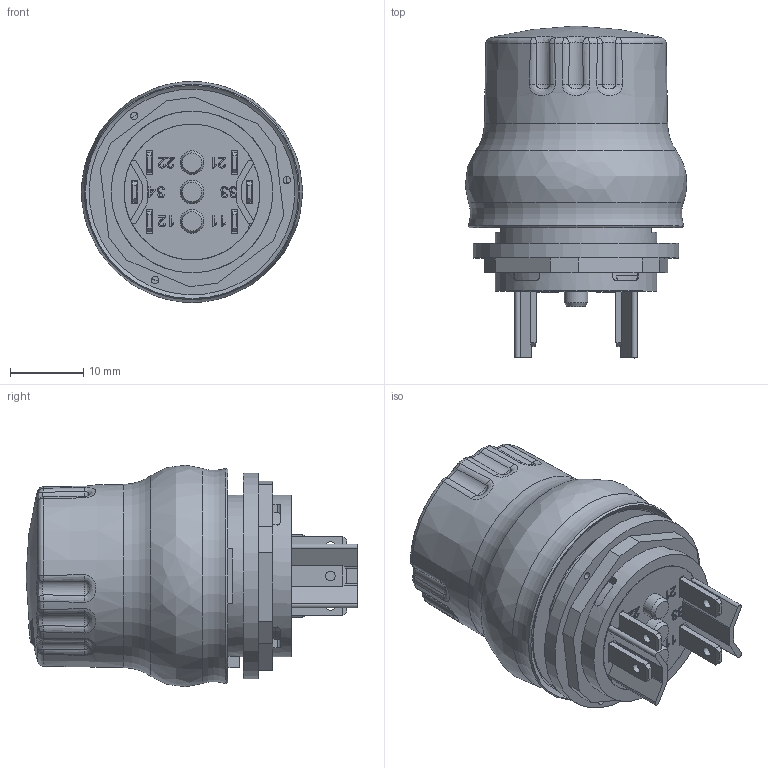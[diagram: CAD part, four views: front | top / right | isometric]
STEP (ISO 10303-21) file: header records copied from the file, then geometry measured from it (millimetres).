
FILE_DESCRIPTION(/* description */ (''),/* implementation_level */ '2;1');
FILE_NAME(/* name */ 'FRVKPOOI.stp',/* time_stamp */ '2017-08-21T15:31:34+02:00',/* author */ ('ahoffmann'),/* organization */ (''),/* preprocessor_version */ 'ST-DEVELOPER v16.1',/* originating_system */ 'Autodesk Inventor 2016',/* authorisation */ '');
FILE_SCHEMA (('AUTOMOTIVE_DESIGN { 1 0 10303 214 3 1 1 }'));
Length unit declared in the file: centimetre
Products named in the file (1): FRVKPOOI_vereinfacht
Bounding box: 30.14 x 45.17 x 30.14 mm (x, y, z)
Volume: 18799.6 mm3; surface area: 5589.5 mm2
Topology: 1 solids, 1 shells, 1011 faces, 2830 edges, 1852 vertices
Faces by surface type: plane 804, bspline 90, cylinder 83, cone 17, torus 15, sphere 2
Full cylindrical faces by diameter (mm): 1 x3, 1.3 x6, 3.2 x3, 18.5 x1, 22 x2, 26 x1, 28 x1
Entity records: 34040 total; most frequent: CARTESIAN_POINT 8705, ORIENTED_EDGE 5590, DIRECTION 4638, EDGE_CURVE 2795, LINE 2296, VECTOR 2296, VERTEX_POINT 1843, AXIS2_PLACEMENT_3D 1171
